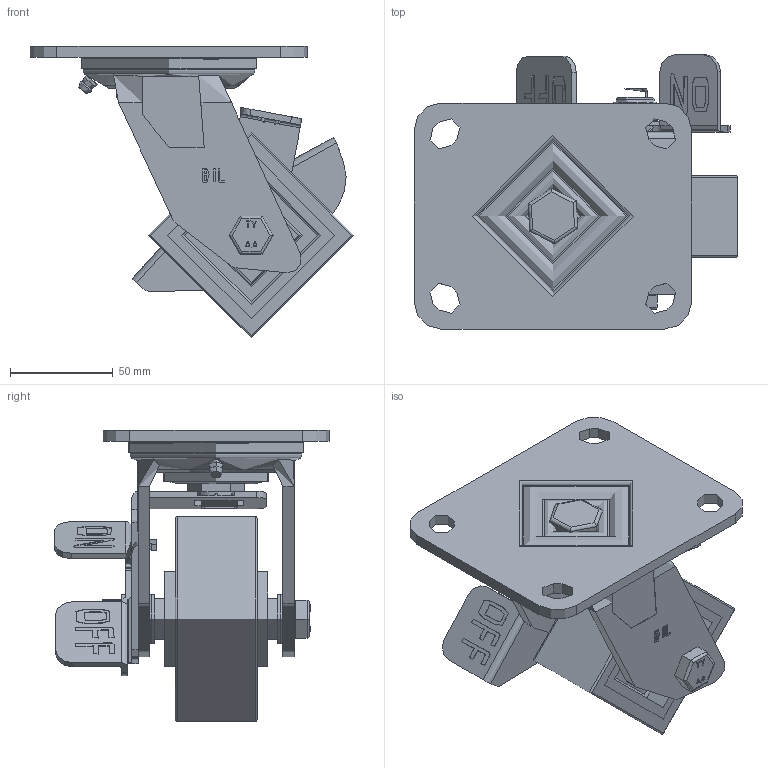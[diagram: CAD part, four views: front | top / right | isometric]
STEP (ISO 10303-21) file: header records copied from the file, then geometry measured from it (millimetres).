
FILE_DESCRIPTION(/* description */ (''),/* implementation_level */ '2;1');
FILE_NAME(/* name */ 'BZEJ100EPTBJBK.step',/* time_stamp */ '2024-07-22T11:45:10+01:00',/* author */ (''),/* organization */ (''),/* preprocessor_version */ 'ST-DEVELOPER v20',/* originating_system */ 'Autodesk Translation Framework v13.14.0.145',/* authorisation */ '');
FILE_SCHEMA (('AUTOMOTIVE_DESIGN { 1 0 10303 214 3 1 1 }'));
Products named in the file (42): BZEJ100EPTBJBK; BZEJ100ASBK v1; FABRICATED STEEL TOP PLATE; FABRICATED STEEL TOP PLATE Geometry; BOLT; NUT; FABRICATED STEEL FORKS; FABRICATED STEEL FORKS Geometry; GREESE NIPPLE; FABRICATED STEEL BRAKE; PEDAL; BRAKE PAD; WASHER; HEADED SPACER; BEARING SEAL; BZH100WEPTBJM15 v1; ECONOMY POLYURETHANE TYRE; CAST IRON RIM; BEARING6002; Pattern; BEARING6002 (1); Pattern (1); Component1; METAL; METAL2; MIDDLE; RUBBER; BEARING SPACER; TH15X5X12 v1; ZINC PLATED HEADED SPACER; TH15X5X12 v1 (1); ZINC PLATED HEADED SPACER (1); WM12X24X2Z v1; ZINC PLATED WASHER; WM12X24X2Z v1 (1); ZINC PLATED WASHER (1); BOLTM12X100Z8.8 v2; GRADE 8.8 FULLY THREADED ZINC PLATED BOLT; NYLOCM12Z v1; NYLOC NUT ...
Assembly tree (64 placements, depth 5):
  BZEJ100EPTBJBK
    BZEJ100ASBK v1
      FABRICATED STEEL TOP PLATE
        FABRICATED STEEL TOP PLATE Geometry
        BOLT
        NUT
      FABRICATED STEEL FORKS
        FABRICATED STEEL FORKS Geometry
        GREESE NIPPLE
      FABRICATED STEEL BRAKE
        PEDAL
        BRAKE PAD
        WASHER
        HEADED SPACER
      BEARING SEAL
    BZH100WEPTBJM15 v1
      ECONOMY POLYURETHANE TYRE
      CAST IRON RIM
      BEARING6002
        METAL
        METAL2
        Pattern
          Component1  x9
        MIDDLE
        RUBBER  x2
      BEARING6002 (1)
        Pattern (1)
          Component1  x9
        METAL
        METAL2
        MIDDLE
        RUBBER  x2
      BEARING SPACER
    TH15X5X12 v1
      ZINC PLATED HEADED SPACER
    TH15X5X12 v1 (1)
      ZINC PLATED HEADED SPACER (1)
    WM12X24X2Z v1
      ZINC PLATED WASHER
    WM12X24X2Z v1 (1)
      ZINC PLATED WASHER (1)
    BOLTM12X100Z8.8 v2
      GRADE 8.8 FULLY THREADED ZINC PLATED BOLT
    NYLOCM12Z v1
      NYLOC NUT
        NUT (1)
        RUBBER (1)
Bounding box: 157.5 x 133.5 x 142 mm (x, y, z)
Volume: 520170.6 mm3; surface area: 198807.8 mm2
Topology: 49 solids, 49 shells, 1466 faces, 3742 edges, 2447 vertices
Faces by surface type: plane 564, bspline 454, cylinder 328, sphere 66, cone 28, torus 26
Full cylindrical faces by diameter (mm): 7 x1, 9.836 x34, 11.834 x45, 12 x2, 12.5 x3, 13 x4, 14 x2, 14.8 x2, 15 x3, 16 x2, 16.5 x1, 18 x4, 18.5 x1, 19 x3, 20 x6, 20.5 x4, 21.5 x4, 23 x1, 24 x3, 26 x1, 26.8 x4, 28 x2, 28.2 x8, 32 x4, 50 x3, 51 x1, 67.5 x2, 81 x2, 82 x1, 84 x1
Entity records: 42333 total; most frequent: CARTESIAN_POINT 19391, ORIENTED_EDGE 4806, DIRECTION 4004, EDGE_CURVE 2403, VERTEX_POINT 1567, AXIS2_PLACEMENT_3D 1414, LINE 1176, VECTOR 1176
